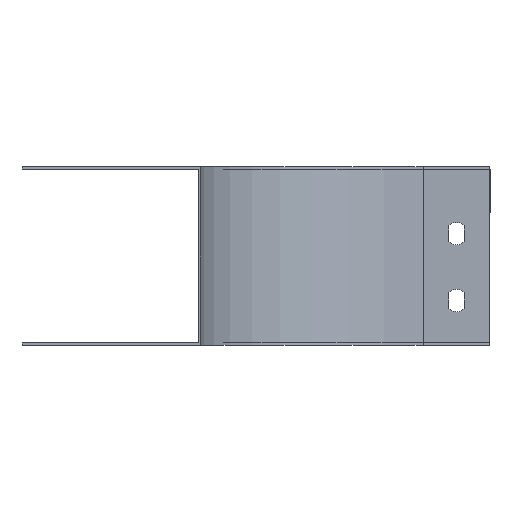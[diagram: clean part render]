
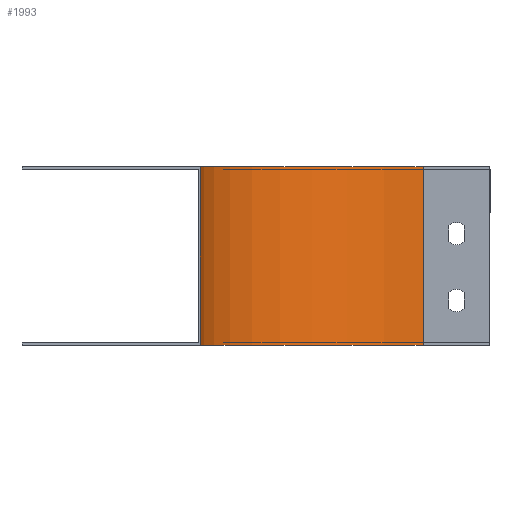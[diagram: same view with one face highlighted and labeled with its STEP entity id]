
A CAD part, left-side view. The second image highlights one B-rep face of the part: STEP entity #1993.
In plain terms, the highlighted cylindrical face has radius 100 mm (diameter 200 mm), a partial arc.
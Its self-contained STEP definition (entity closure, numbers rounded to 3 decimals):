
#127 = AXIS2_PLACEMENT_3D ( 'NONE', #2266, #2265, #2264 ) ;
#153 = AXIS2_PLACEMENT_3D ( 'NONE', #589, #588, #586 ) ;
#166 = AXIS2_PLACEMENT_3D ( 'NONE', #1835, #1837, #1844 ) ;
#407 = DIRECTION ( 'NONE',  ( 0., 0., -1. ) ) ;
#409 = CARTESIAN_POINT ( 'NONE',  ( -100., 130., 1. ) ) ;
#515 = LINE ( 'NONE', #409, #521 ) ;
#521 = VECTOR ( 'NONE', #407, 1000. ) ;
#575 = CIRCLE ( 'NONE', #127, 100. ) ;
#586 = DIRECTION ( 'NONE',  ( -1., 0., 0. ) ) ;
#587 = CARTESIAN_POINT ( 'NONE',  ( 0., 30., 1. ) ) ;
#588 = DIRECTION ( 'NONE',  ( 0., 0., -1. ) ) ;
#589 = CARTESIAN_POINT ( 'NONE',  ( -100., 30., -79. ) ) ;
#600 = DIRECTION ( 'NONE',  ( 0., 0., -1. ) ) ;
#676 = VERTEX_POINT ( 'NONE', #1744 ) ;
#679 = VERTEX_POINT ( 'NONE', #1737 ) ;
#878 = EDGE_LOOP ( 'NONE', ( #2518, #2519, #2487, #2520 ) ) ;
#1235 = VERTEX_POINT ( 'NONE', #1741 ) ;
#1262 = VERTEX_POINT ( 'NONE', #1703 ) ;
#1318 = EDGE_CURVE ( 'NONE', #679, #676, #515, .T. ) ;
#1355 = EDGE_CURVE ( 'NONE', #679, #1262, #575, .T. ) ;
#1384 = EDGE_CURVE ( 'NONE', #676, #1235, #1567, .T. ) ;
#1385 = EDGE_CURVE ( 'NONE', #1262, #1235, #1569, .T. ) ;
#1567 = CIRCLE ( 'NONE', #153, 100. ) ;
#1569 = LINE ( 'NONE', #587, #1571 ) ;
#1571 = VECTOR ( 'NONE', #600, 1000. ) ;
#1612 = FACE_OUTER_BOUND ( 'NONE', #878, .T. ) ;
#1616 = CYLINDRICAL_SURFACE ( 'NONE', #166, 100. ) ;
#1703 = CARTESIAN_POINT ( 'NONE',  ( 0., 30., 1. ) ) ;
#1737 = CARTESIAN_POINT ( 'NONE',  ( -100., 130., 1. ) ) ;
#1741 = CARTESIAN_POINT ( 'NONE',  ( 0., 30., -79. ) ) ;
#1744 = CARTESIAN_POINT ( 'NONE',  ( -100., 130., -79. ) ) ;
#1835 = CARTESIAN_POINT ( 'NONE',  ( -100., 30., 1. ) ) ;
#1837 = DIRECTION ( 'NONE',  ( 0., 0., -1. ) ) ;
#1844 = DIRECTION ( 'NONE',  ( -1., 0., 0. ) ) ;
#1993 = ADVANCED_FACE ( 'NONE', ( #1612 ), #1616, .F. ) ;
#2264 = DIRECTION ( 'NONE',  ( -1., 0., 0. ) ) ;
#2265 = DIRECTION ( 'NONE',  ( 0., 0., -1. ) ) ;
#2266 = CARTESIAN_POINT ( 'NONE',  ( -100., 30., 1. ) ) ;
#2487 = ORIENTED_EDGE ( 'NONE', *, *, #1385, .F. ) ;
#2518 = ORIENTED_EDGE ( 'NONE', *, *, #1318, .T. ) ;
#2519 = ORIENTED_EDGE ( 'NONE', *, *, #1384, .T. ) ;
#2520 = ORIENTED_EDGE ( 'NONE', *, *, #1355, .F. ) ;
